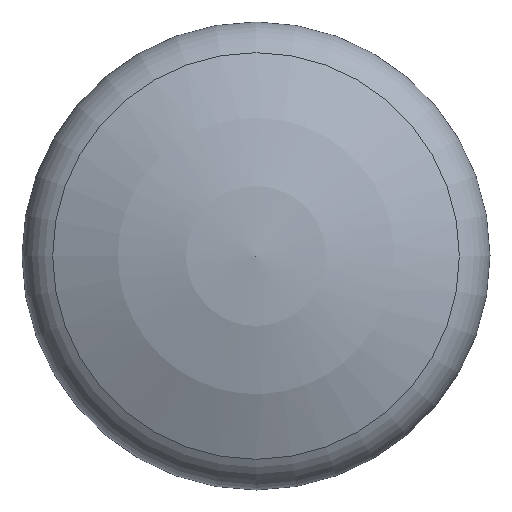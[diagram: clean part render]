
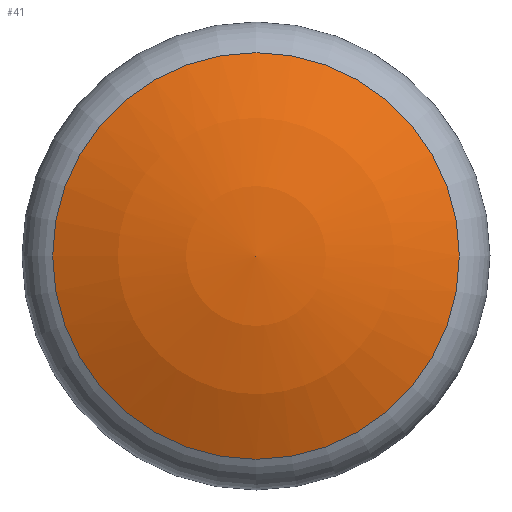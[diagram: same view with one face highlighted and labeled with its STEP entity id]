
A CAD part, left-side view. The second image highlights one B-rep face of the part: STEP entity #41.
In plain terms, the highlighted spherical face has radius 82 mm.
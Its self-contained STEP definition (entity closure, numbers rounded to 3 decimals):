
#41 = ADVANCED_FACE( '', ( #84, #85 ), #86, .T. );
#84 = FACE_BOUND( '', #127, .T. );
#85 = FACE_OUTER_BOUND( '', #128, .T. );
#86 = SPHERICAL_SURFACE( '', #129, 82. );
#127 = VERTEX_LOOP( '', #172 );
#128 = EDGE_LOOP( '', ( #173 ) );
#129 = AXIS2_PLACEMENT_3D( '', #174, #175, #176 );
#172 = VERTEX_POINT( '', #212 );
#173 = ORIENTED_EDGE( '', *, *, #202, .F. );
#174 = CARTESIAN_POINT( '', ( 51., 0., 0. ) );
#175 = DIRECTION( '', ( 1., 0., 0. ) );
#176 = DIRECTION( '', ( 0., 1., 0. ) );
#202 = EDGE_CURVE( '', #221, #221, #222, .T. );
#212 = CARTESIAN_POINT( '', ( -31., 0., 0. ) );
#221 = VERTEX_POINT( '', #246 );
#222 = CIRCLE( '', #247, 35.628 );
#246 = CARTESIAN_POINT( '', ( -22.856, 0., -35.628 ) );
#247 = AXIS2_PLACEMENT_3D( '', #270, #271, #272 );
#270 = CARTESIAN_POINT( '', ( -22.856, 0., 0. ) );
#271 = DIRECTION( '', ( 1., 0., 0. ) );
#272 = DIRECTION( '', ( 0., 0., -1. ) );
